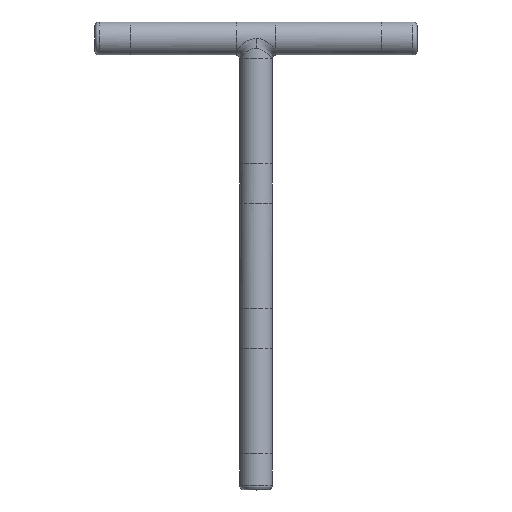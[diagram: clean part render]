
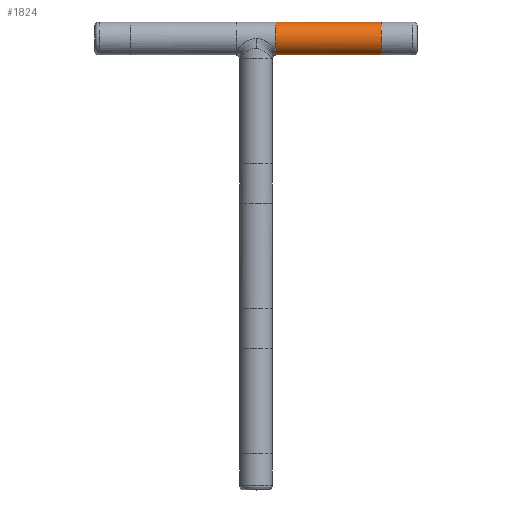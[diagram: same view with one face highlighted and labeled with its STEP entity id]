
A CAD part, top view. The second image highlights one B-rep face of the part: STEP entity #1824.
In plain terms, the highlighted cylindrical face has radius 12.5 mm (diameter 25 mm), a partial arc.
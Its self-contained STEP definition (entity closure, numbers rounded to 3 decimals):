
#1824=ADVANCED_FACE('',(#2016),#4535,.T.);
#2016=FACE_OUTER_BOUND('',#2228,.T.);
#2228=EDGE_LOOP('',(#2777,#2778,#2779,#2780));
#2777=ORIENTED_EDGE('',*,*,#3464,.T.);
#2778=ORIENTED_EDGE('',*,*,#3465,.F.);
#2779=ORIENTED_EDGE('',*,*,#3466,.T.);
#2780=ORIENTED_EDGE('',*,*,#3311,.F.);
#3311=EDGE_CURVE('',#4222,#4221,#3739,.T.);
#3464=EDGE_CURVE('',#4222,#4268,#4034,.T.);
#3465=EDGE_CURVE('',#4263,#4268,#3797,.T.);
#3466=EDGE_CURVE('',#4263,#4221,#4035,.T.);
#3739=(
BOUNDED_CURVE()
B_SPLINE_CURVE(2,(#9877,#9878,#9879,#9880,#9881),.UNSPECIFIED.,.F.,.F.)
B_SPLINE_CURVE_WITH_KNOTS((3,2,3),(0.,19.635,39.27),
 .UNSPECIFIED.)
CURVE()
GEOMETRIC_REPRESENTATION_ITEM()
RATIONAL_B_SPLINE_CURVE((1.,0.707,1.,0.707,1.))
REPRESENTATION_ITEM('')
);
#3797=(
BOUNDED_CURVE()
B_SPLINE_CURVE(2,(#11343,#11344,#11345,#11346,#11347),.UNSPECIFIED.,.F.,
 .F.)
B_SPLINE_CURVE_WITH_KNOTS((3,2,3),(-39.27,-19.635,
0.),.UNSPECIFIED.)
CURVE()
GEOMETRIC_REPRESENTATION_ITEM()
RATIONAL_B_SPLINE_CURVE((1.,0.707,1.,0.707,1.))
REPRESENTATION_ITEM('')
);
#4034=B_SPLINE_CURVE_WITH_KNOTS('',1,(#11341,#11342),.UNSPECIFIED.,.F.,
 .F.,(2,2),(0.,79.6),.UNSPECIFIED.);
#4035=B_SPLINE_CURVE_WITH_KNOTS('',1,(#11348,#11349),.UNSPECIFIED.,.F.,
 .F.,(2,2),(0.,79.6),.UNSPECIFIED.);
#4221=VERTEX_POINT('',#9599);
#4222=VERTEX_POINT('',#9600);
#4263=VERTEX_POINT('',#9641);
#4268=VERTEX_POINT('',#9646);
#4535=CYLINDRICAL_SURFACE('',#4659,12.5);
#4659=AXIS2_PLACEMENT_3D('',#7346,#4785,$);
#4785=DIRECTION('',(-1.,0.,0.));
#7346=CARTESIAN_POINT('',(164.85,329.7,0.));
#9599=CARTESIAN_POINT('',(204.725,317.2,0.));
#9600=CARTESIAN_POINT('',(204.725,342.2,0.));
#9641=CARTESIAN_POINT('',(124.967,317.217,0.));
#9646=CARTESIAN_POINT('',(124.988,342.213,0.));
#9877=CARTESIAN_POINT('',(204.725,342.2,0.));
#9878=CARTESIAN_POINT('',(204.725,342.2,12.5));
#9879=CARTESIAN_POINT('',(204.725,329.7,12.5));
#9880=CARTESIAN_POINT('',(204.725,317.2,12.5));
#9881=CARTESIAN_POINT('',(204.725,317.2,0.));
#11341=CARTESIAN_POINT('',(204.725,342.2,0.));
#11342=CARTESIAN_POINT('',(124.988,342.213,0.));
#11343=CARTESIAN_POINT('',(124.967,317.217,0.));
#11344=CARTESIAN_POINT('',(124.967,317.217,12.498));
#11345=CARTESIAN_POINT('',(124.977,329.715,12.498));
#11346=CARTESIAN_POINT('',(124.988,342.213,12.498));
#11347=CARTESIAN_POINT('',(124.988,342.213,0.));
#11348=CARTESIAN_POINT('',(124.967,317.217,0.));
#11349=CARTESIAN_POINT('',(204.725,317.2,0.));
